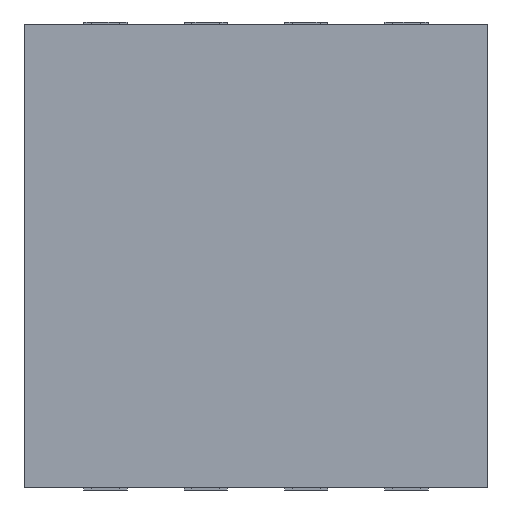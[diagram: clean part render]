
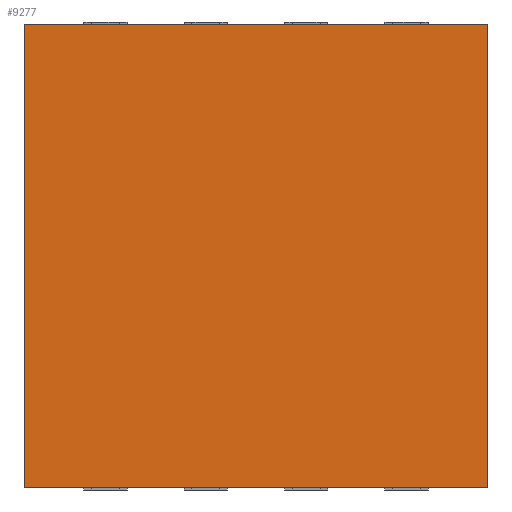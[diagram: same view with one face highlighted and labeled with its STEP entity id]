
A CAD part, left-side view. The second image highlights one B-rep face of the part: STEP entity #9277.
In plain terms, the highlighted planar face has unit normal (-1, 0, 0).
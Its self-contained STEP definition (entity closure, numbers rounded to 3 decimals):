
#1262=ORIENTED_EDGE('',*,*,#3399,.T.);
#1263=ORIENTED_EDGE('',*,*,#3415,.T.);
#1264=ORIENTED_EDGE('',*,*,#3403,.T.);
#1265=ORIENTED_EDGE('',*,*,#3416,.T.);
#3399=EDGE_CURVE('',#4580,#4579,#5614,.T.);
#3403=EDGE_CURVE('',#4584,#4583,#5618,.T.);
#3415=EDGE_CURVE('',#4579,#4584,#5630,.T.);
#3416=EDGE_CURVE('',#4583,#4580,#5631,.T.);
#4579=VERTEX_POINT('',#14623);
#4580=VERTEX_POINT('',#14625);
#4583=VERTEX_POINT('',#14632);
#4584=VERTEX_POINT('',#14634);
#5614=LINE('',#14624,#6887);
#5618=LINE('',#14633,#6891);
#5630=LINE('',#14648,#6903);
#5631=LINE('',#14650,#6904);
#6887=VECTOR('',#12067,1000.);
#6891=VECTOR('',#12073,1000.);
#6903=VECTOR('',#12089,1000.);
#6904=VECTOR('',#12092,1000.);
#7853=EDGE_LOOP('',(#1262,#1263,#1264,#1265));
#8348=FACE_BOUND('',#7853,.T.);
#8813=PLANE('',#10789);
#9277=ADVANCED_FACE('',(#8348),#8813,.T.);
#10789=AXIS2_PLACEMENT_3D('',#14651,#12093,#12094);
#12067=DIRECTION('',(0.,0.,-1.));
#12073=DIRECTION('',(0.,0.,1.));
#12089=DIRECTION('',(0.,-1.,0.));
#12092=DIRECTION('',(0.,1.,0.));
#12093=DIRECTION('',(-1.,0.,0.));
#12094=DIRECTION('',(0.,-1.,0.));
#14623=CARTESIAN_POINT('',(-0.8,1.5,-1.5));
#14624=CARTESIAN_POINT('',(-0.8,1.5,1.5));
#14625=CARTESIAN_POINT('',(-0.8,1.5,1.5));
#14632=CARTESIAN_POINT('',(-0.8,-1.5,1.5));
#14633=CARTESIAN_POINT('',(-0.8,-1.5,-1.5));
#14634=CARTESIAN_POINT('',(-0.8,-1.5,-1.5));
#14648=CARTESIAN_POINT('',(-0.8,1.5,-1.5));
#14650=CARTESIAN_POINT('',(-0.8,-1.5,1.5));
#14651=CARTESIAN_POINT('',(-0.8,0.,0.));
